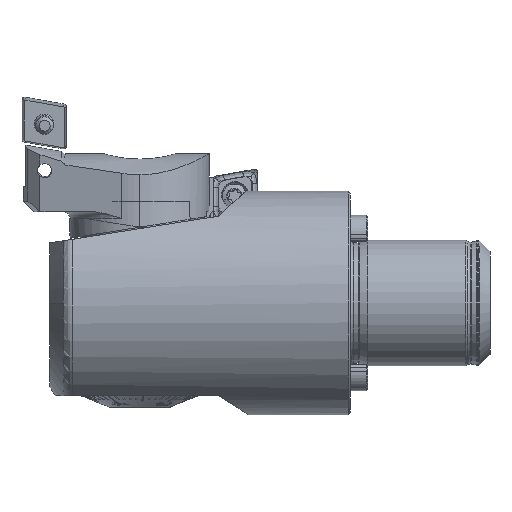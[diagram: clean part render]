
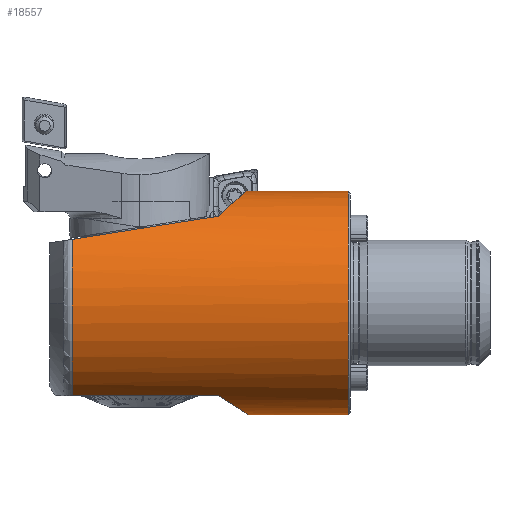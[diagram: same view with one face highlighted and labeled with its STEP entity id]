
A CAD part, front view. The second image highlights one B-rep face of the part: STEP entity #18557.
In plain terms, the highlighted cylindrical face has radius 16 mm (diameter 32 mm), a partial arc.
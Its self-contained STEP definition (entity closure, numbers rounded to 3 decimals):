
#897 = CARTESIAN_POINT ( 'NONE',  ( -20., 0., 16. ) ) ;
#939 = CARTESIAN_POINT ( 'NONE',  ( 18.935, -10.077, -12.428 ) ) ;
#942 = CARTESIAN_POINT ( 'NONE',  ( 39.825, -8.969, 13.25 ) ) ;
#1631 = CARTESIAN_POINT ( 'NONE',  ( 17.838, -8.755, -13.399 ) ) ;
#1976 = CARTESIAN_POINT ( 'NONE',  ( 18.896, -8.969, 13.25 ) ) ;
#2143 = CARTESIAN_POINT ( 'NONE',  ( 17.582, -8.399, -13.625 ) ) ;
#2159 = LINE ( 'NONE', #28807, #4268 ) ;
#2694 = EDGE_CURVE ( 'NONE', #28481, #11445, #25499, .T. ) ;
#2998 = CARTESIAN_POINT ( 'NONE',  ( 14.55, 0., 16. ) ) ;
#3155 = CARTESIAN_POINT ( 'NONE',  ( 14.55, 0., 16. ) ) ;
#3484 = LINE ( 'NONE', #897, #26929 ) ;
#3493 = CARTESIAN_POINT ( 'NONE',  ( 39.825, -13.147, -9.12 ) ) ;
#3743 = B_SPLINE_CURVE_WITH_KNOTS ( 'NONE', 3,
 ( #3155, #13672, #24177, #8469, #11072, #29490, #5891, #16413, #23659, #12590, #28248, #26197, #33900, #25876 ),
 .UNSPECIFIED., .F., .F.,
 ( 4, 2, 2, 2, 2, 2, 4 ),
 ( 0.011, 0.014, 0.015, 0.015, 0.017, 0.019, 0.022 ),
 .UNSPECIFIED. ) ;
#3792 = AXIS2_PLACEMENT_3D ( 'NONE', #26062, #13147, #33946 ) ;
#4113 = DIRECTION ( 'NONE',  ( 1., 0., 0. ) ) ;
#4268 = VECTOR ( 'NONE', #5199, 1000. ) ;
#4703 = CARTESIAN_POINT ( 'NONE',  ( 16.855, -7.291, -14.268 ) ) ;
#4723 = ORIENTED_EDGE ( 'NONE', *, *, #2694, .F. ) ;
#5199 = DIRECTION ( 'NONE',  ( 1., 0., 0. ) ) ;
#5891 = CARTESIAN_POINT ( 'NONE',  ( 15.22, -3.689, 15.57 ) ) ;
#6202 = CARTESIAN_POINT ( 'NONE',  ( 0.3, 0., 16. ) ) ;
#6694 = DIRECTION ( 'NONE',  ( 0., 1., 0. ) ) ;
#6917 = ORIENTED_EDGE ( 'NONE', *, *, #15805, .F. ) ;
#7110 = VERTEX_POINT ( 'NONE', #1976 ) ;
#7277 = CARTESIAN_POINT ( 'NONE',  ( 16.423, -6.499, -14.65 ) ) ;
#8303 = CARTESIAN_POINT ( 'NONE',  ( 24.957, -11.253, -11.474 ) ) ;
#8469 = CARTESIAN_POINT ( 'NONE',  ( 14.947, -2.852, 15.745 ) ) ;
#8706 = VERTEX_POINT ( 'NONE', #6202 ) ;
#8860 = CARTESIAN_POINT ( 'NONE',  ( 18.65, -9.766, -12.68 ) ) ;
#9823 = CIRCLE ( 'NONE', #3792, 16. ) ;
#10034 = CARTESIAN_POINT ( 'NONE',  ( 15.707, -4.764, -15.282 ) ) ;
#10490 = CARTESIAN_POINT ( 'NONE',  ( 18.935, -10.077, -12.428 ) ) ;
#10667 = FACE_OUTER_BOUND ( 'NONE', #28967, .T. ) ;
#11072 = CARTESIAN_POINT ( 'NONE',  ( 15.01, -3.066, 15.705 ) ) ;
#11402 = DIRECTION ( 'NONE',  ( -1., 0., 0. ) ) ;
#11445 = VERTEX_POINT ( 'NONE', #14143 ) ;
#12133 = AXIS2_PLACEMENT_3D ( 'NONE', #30299, #4113, #6694 ) ;
#12460 = CARTESIAN_POINT ( 'NONE',  ( 14.918, -0.981, -15.978 ) ) ;
#12590 = CARTESIAN_POINT ( 'NONE',  ( 16.23, -5.818, 14.926 ) ) ;
#13147 = DIRECTION ( 'NONE',  ( -1., 0., 0. ) ) ;
#13627 = DIRECTION ( 'NONE',  ( -1., 0., 0. ) ) ;
#13672 = CARTESIAN_POINT ( 'NONE',  ( 14.55, -0.902, 16. ) ) ;
#13720 = VERTEX_POINT ( 'NONE', #2998 ) ;
#14143 = CARTESIAN_POINT ( 'NONE',  ( 14.893, 0., -16. ) ) ;
#14714 = CARTESIAN_POINT ( 'NONE',  ( 15.297, -3.395, -15.643 ) ) ;
#14836 = VERTEX_POINT ( 'NONE', #942 ) ;
#15074 = ORIENTED_EDGE ( 'NONE', *, *, #28165, .F. ) ;
#15218 = CARTESIAN_POINT ( 'NONE',  ( 15.873, -5.21, -15.135 ) ) ;
#15805 = EDGE_CURVE ( 'NONE', #14836, #32108, #24776, .T. ) ;
#16413 = CARTESIAN_POINT ( 'NONE',  ( 15.458, -4.295, 15.418 ) ) ;
#17377 = CARTESIAN_POINT ( 'NONE',  ( 0.3, 0., -16. ) ) ;
#17898 = CARTESIAN_POINT ( 'NONE',  ( 39.825, -13.147, -9.12 ) ) ;
#18557 = ADVANCED_FACE ( 'NONE', ( #10667 ), #21359, .T. ) ;
#18715 = ORIENTED_EDGE ( 'NONE', *, *, #31953, .F. ) ;
#19465 = LINE ( 'NONE', #29950, #25024 ) ;
#20048 = ORIENTED_EDGE ( 'NONE', *, *, #23572, .F. ) ;
#21359 = CYLINDRICAL_SURFACE ( 'NONE', #28311, 16. ) ;
#21920 = CARTESIAN_POINT ( 'NONE',  ( 31.967, -12.283, -10.364 ) ) ;
#22451 = CARTESIAN_POINT ( 'NONE',  ( 14.893, -0.49, -16. ) ) ;
#22638 = EDGE_CURVE ( 'NONE', #13720, #7110, #3743, .T. ) ;
#23572 = EDGE_CURVE ( 'NONE', #30810, #8706, #9823, .T. ) ;
#23659 = CARTESIAN_POINT ( 'NONE',  ( 15.637, -4.685, 15.304 ) ) ;
#24177 = CARTESIAN_POINT ( 'NONE',  ( 14.668, -1.782, 15.924 ) ) ;
#24534 = ORIENTED_EDGE ( 'NONE', *, *, #30361, .T. ) ;
#24776 = CIRCLE ( 'NONE', #12133, 16. ) ;
#25024 = VECTOR ( 'NONE', #28077, 1000. ) ;
#25248 = CARTESIAN_POINT ( 'NONE',  ( 15.022, -1.965, -15.887 ) ) ;
#25499 = B_SPLINE_CURVE_WITH_KNOTS ( 'NONE', 3,
 ( #939, #8860, #28143, #1631, #2143, #4703, #7277, #15218, #10034, #30728, #14714, #25566, #25248, #12460, #22451, #31050 ),
 .UNSPECIFIED., .F., .F.,
 ( 4, 2, 2, 2, 2, 2, 2, 4 ),
 ( 0.016, 0.017, 0.018, 0.021, 0.023, 0.024, 0.026, 0.027 ),
 .UNSPECIFIED. ) ;
#25566 = CARTESIAN_POINT ( 'NONE',  ( 15.098, -2.449, -15.819 ) ) ;
#25876 = CARTESIAN_POINT ( 'NONE',  ( 18.896, -8.969, 13.25 ) ) ;
#26062 = CARTESIAN_POINT ( 'NONE',  ( 0.3, 0., 0. ) ) ;
#26197 = CARTESIAN_POINT ( 'NONE',  ( 17.736, -7.826, 13.974 ) ) ;
#26929 = VECTOR ( 'NONE', #11402, 1000. ) ;
#28077 = DIRECTION ( 'NONE',  ( -1., 0., 0. ) ) ;
#28143 = CARTESIAN_POINT ( 'NONE',  ( 18.374, -9.44, -12.925 ) ) ;
#28165 = EDGE_CURVE ( 'NONE', #7110, #14836, #2159, .T. ) ;
#28248 = CARTESIAN_POINT ( 'NONE',  ( 16.704, -6.529, 14.625 ) ) ;
#28311 = AXIS2_PLACEMENT_3D ( 'NONE', #28766, #13627, #31871 ) ;
#28481 = VERTEX_POINT ( 'NONE', #10490 ) ;
#28766 = CARTESIAN_POINT ( 'NONE',  ( -20., 0., 0. ) ) ;
#28807 = CARTESIAN_POINT ( 'NONE',  ( -20., -8.969, 13.25 ) ) ;
#28967 = EDGE_LOOP ( 'NONE', ( #18715, #4723, #29253, #6917, #15074, #30160, #24534, #20048 ) ) ;
#29253 = ORIENTED_EDGE ( 'NONE', *, *, #31385, .F. ) ;
#29490 = CARTESIAN_POINT ( 'NONE',  ( 15.146, -3.484, 15.618 ) ) ;
#29950 = CARTESIAN_POINT ( 'NONE',  ( -20., 0., -16. ) ) ;
#30160 = ORIENTED_EDGE ( 'NONE', *, *, #22638, .F. ) ;
#30299 = CARTESIAN_POINT ( 'NONE',  ( 39.825, 0., 0. ) ) ;
#30361 = EDGE_CURVE ( 'NONE', #13720, #8706, #3484, .T. ) ;
#30728 = CARTESIAN_POINT ( 'NONE',  ( 15.42, -3.857, -15.535 ) ) ;
#30810 = VERTEX_POINT ( 'NONE', #17377 ) ;
#31050 = CARTESIAN_POINT ( 'NONE',  ( 14.893, 0., -16. ) ) ;
#31385 = EDGE_CURVE ( 'NONE', #32108, #28481, #33166, .T. ) ;
#31871 = DIRECTION ( 'NONE',  ( 0., 0., 1. ) ) ;
#31953 = EDGE_CURVE ( 'NONE', #11445, #30810, #19465, .T. ) ;
#32066 = CARTESIAN_POINT ( 'NONE',  ( 18.935, -10.077, -12.428 ) ) ;
#32108 = VERTEX_POINT ( 'NONE', #17898 ) ;
#33166 =( BOUNDED_CURVE ( )  B_SPLINE_CURVE ( 3, ( #3493, #21920, #8303, #32066 ),
 .UNSPECIFIED., .F., .F. ) 
 B_SPLINE_CURVE_WITH_KNOTS ( ( 4, 4 ),
 ( 5.319, 5.602 ),
 .UNSPECIFIED. ) 
 CURVE ( )  GEOMETRIC_REPRESENTATION_ITEM ( )  RATIONAL_B_SPLINE_CURVE ( ( 1., 0.993, 0.993, 1. ) ) 
 REPRESENTATION_ITEM ( '' )  );
#33900 = CARTESIAN_POINT ( 'NONE',  ( 18.298, -8.419, 13.622 ) ) ;
#33946 = DIRECTION ( 'NONE',  ( 0., 0., 1. ) ) ;
